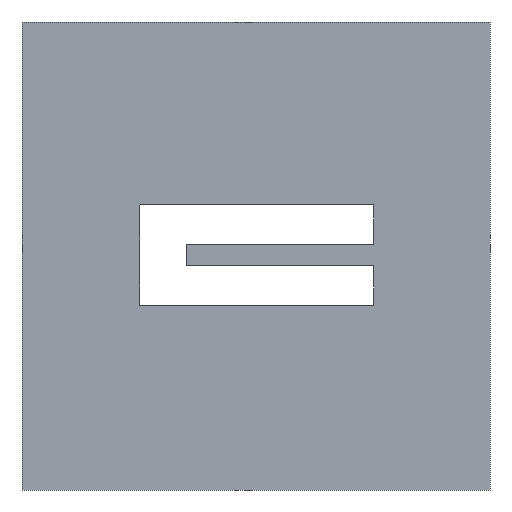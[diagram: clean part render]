
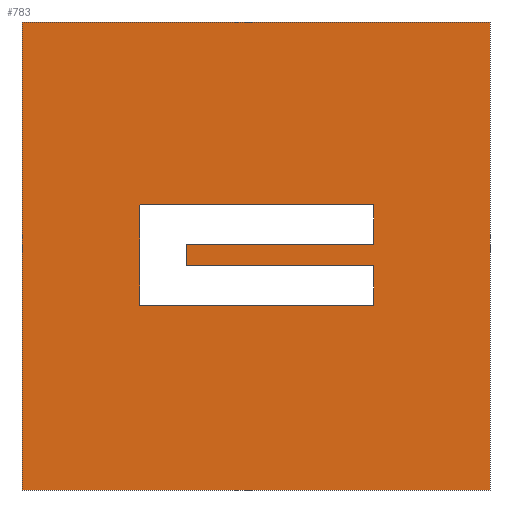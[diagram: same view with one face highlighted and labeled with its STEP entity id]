
A CAD part, left-side view. The second image highlights one B-rep face of the part: STEP entity #783.
In plain terms, the highlighted planar face has unit normal (-1, 0, 0).
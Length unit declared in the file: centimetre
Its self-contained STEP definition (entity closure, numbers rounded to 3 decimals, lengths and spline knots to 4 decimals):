
#18=FACE_BOUND('',#154,.T.);
#35=PLANE('',#880);
#104=FACE_OUTER_BOUND('',#153,.T.);
#153=EDGE_LOOP('',(#684,#685,#686,#687));
#154=EDGE_LOOP('',(#688,#689,#690,#691,#692,#693,#694,#695,#696,#697,#698,
#699,#700,#701,#702,#703,#704,#705,#706));
#161=LINE('',#1168,#232);
#167=LINE('',#1211,#238);
#174=LINE('',#1236,#245);
#182=LINE('',#1285,#253);
#187=LINE('',#1328,#258);
#200=LINE('',#1367,#271);
#203=LINE('',#1372,#274);
#214=LINE('',#1412,#285);
#217=LINE('',#1417,#288);
#218=LINE('',#1419,#289);
#220=LINE('',#1425,#291);
#222=LINE('',#1429,#293);
#223=LINE('',#1431,#294);
#224=LINE('',#1433,#295);
#225=LINE('',#1436,#296);
#226=LINE('',#1437,#297);
#232=VECTOR('',#905,1.);
#238=VECTOR('',#925,1.);
#245=VECTOR('',#952,1.);
#253=VECTOR('',#978,1.);
#258=VECTOR('',#995,1.);
#271=VECTOR('',#1034,1.);
#274=VECTOR('',#1039,1.);
#285=VECTOR('',#1086,1.);
#288=VECTOR('',#1091,1.);
#289=VECTOR('',#1094,1.);
#291=VECTOR('',#1102,1.);
#293=VECTOR('',#1106,1.);
#294=VECTOR('',#1109,1.);
#295=VECTOR('',#1112,1.);
#296=VECTOR('',#1115,1.);
#297=VECTOR('',#1116,1.);
#299=CIRCLE('',#801,0.02);
#301=CIRCLE('',#809,0.02);
#303=CIRCLE('',#816,0.02);
#308=CIRCLE('',#826,0.02);
#311=CIRCLE('',#838,0.02);
#317=CIRCLE('',#861,0.02);
#320=CIRCLE('',#875,0.02);
#321=VERTEX_POINT('',#1124);
#322=VERTEX_POINT('',#1125);
#328=VERTEX_POINT('',#1167);
#329=VERTEX_POINT('',#1171);
#330=VERTEX_POINT('',#1172);
#334=VERTEX_POINT('',#1213);
#335=VERTEX_POINT('',#1214);
#341=VERTEX_POINT('',#1235);
#342=VERTEX_POINT('',#1239);
#343=VERTEX_POINT('',#1240);
#352=VERTEX_POINT('',#1318);
#353=VERTEX_POINT('',#1320);
#355=VERTEX_POINT('',#1326);
#367=VERTEX_POINT('',#1364);
#368=VERTEX_POINT('',#1366);
#369=VERTEX_POINT('',#1370);
#375=VERTEX_POINT('',#1389);
#379=VERTEX_POINT('',#1409);
#380=VERTEX_POINT('',#1411);
#381=VERTEX_POINT('',#1415);
#382=VERTEX_POINT('',#1421);
#383=VERTEX_POINT('',#1427);
#384=VERTEX_POINT('',#1435);
#385=EDGE_CURVE('',#321,#322,#299,.T.);
#394=EDGE_CURVE('',#328,#322,#161,.T.);
#396=EDGE_CURVE('',#329,#330,#301,.T.);
#404=EDGE_CURVE('',#321,#330,#167,.T.);
#405=EDGE_CURVE('',#334,#335,#303,.T.);
#416=EDGE_CURVE('',#341,#335,#174,.T.);
#418=EDGE_CURVE('',#342,#343,#308,.T.);
#429=EDGE_CURVE('',#329,#343,#182,.T.);
#434=EDGE_CURVE('',#352,#353,#311,.T.);
#438=EDGE_CURVE('',#352,#355,#187,.T.);
#457=EDGE_CURVE('',#367,#368,#200,.T.);
#460=EDGE_CURVE('',#369,#367,#203,.T.);
#469=EDGE_CURVE('',#341,#375,#317,.T.);
#480=EDGE_CURVE('',#380,#379,#214,.T.);
#483=EDGE_CURVE('',#379,#381,#217,.T.);
#484=EDGE_CURVE('',#381,#353,#218,.T.);
#486=EDGE_CURVE('',#382,#355,#320,.T.);
#487=EDGE_CURVE('',#382,#375,#220,.T.);
#489=EDGE_CURVE('',#342,#383,#222,.T.);
#490=EDGE_CURVE('',#383,#380,#223,.T.);
#491=EDGE_CURVE('',#334,#328,#224,.T.);
#492=EDGE_CURVE('',#369,#384,#225,.T.);
#493=EDGE_CURVE('',#368,#384,#226,.T.);
#684=ORIENTED_EDGE('',*,*,#460,.F.);
#685=ORIENTED_EDGE('',*,*,#492,.T.);
#686=ORIENTED_EDGE('',*,*,#493,.F.);
#687=ORIENTED_EDGE('',*,*,#457,.F.);
#688=ORIENTED_EDGE('',*,*,#405,.F.);
#689=ORIENTED_EDGE('',*,*,#491,.T.);
#690=ORIENTED_EDGE('',*,*,#394,.T.);
#691=ORIENTED_EDGE('',*,*,#385,.F.);
#692=ORIENTED_EDGE('',*,*,#404,.T.);
#693=ORIENTED_EDGE('',*,*,#396,.F.);
#694=ORIENTED_EDGE('',*,*,#429,.T.);
#695=ORIENTED_EDGE('',*,*,#418,.F.);
#696=ORIENTED_EDGE('',*,*,#489,.T.);
#697=ORIENTED_EDGE('',*,*,#490,.T.);
#698=ORIENTED_EDGE('',*,*,#480,.T.);
#699=ORIENTED_EDGE('',*,*,#483,.T.);
#700=ORIENTED_EDGE('',*,*,#484,.T.);
#701=ORIENTED_EDGE('',*,*,#434,.F.);
#702=ORIENTED_EDGE('',*,*,#438,.T.);
#703=ORIENTED_EDGE('',*,*,#486,.F.);
#704=ORIENTED_EDGE('',*,*,#487,.T.);
#705=ORIENTED_EDGE('',*,*,#469,.F.);
#706=ORIENTED_EDGE('',*,*,#416,.T.);
#783=ADVANCED_FACE('',(#104,#18),#35,.T.);
#801=AXIS2_PLACEMENT_3D('',#1126,#887,#888);
#809=AXIS2_PLACEMENT_3D('',#1173,#909,#910);
#816=AXIS2_PLACEMENT_3D('',#1215,#928,#929);
#826=AXIS2_PLACEMENT_3D('',#1241,#956,#957);
#838=AXIS2_PLACEMENT_3D('',#1321,#988,#989);
#861=AXIS2_PLACEMENT_3D('',#1390,#1058,#1059);
#875=AXIS2_PLACEMENT_3D('',#1423,#1098,#1099);
#880=AXIS2_PLACEMENT_3D('',#1434,#1113,#1114);
#887=DIRECTION('center_axis',(-1.,0.,0.));
#888=DIRECTION('ref_axis',(0.,-0.707,0.707));
#905=DIRECTION('',(0.,-1.,0.));
#909=DIRECTION('center_axis',(-1.,0.,0.));
#910=DIRECTION('ref_axis',(0.,-0.707,-0.707));
#925=DIRECTION('',(0.,0.,-1.));
#928=DIRECTION('center_axis',(1.,0.,0.));
#929=DIRECTION('ref_axis',(0.,0.707,0.707));
#952=DIRECTION('',(0.,1.,0.));
#956=DIRECTION('center_axis',(-1.,0.,0.));
#957=DIRECTION('ref_axis',(0.,0.707,-0.707));
#978=DIRECTION('',(0.,1.,0.));
#988=DIRECTION('center_axis',(-1.,0.,0.));
#989=DIRECTION('ref_axis',(0.,0.707,0.707));
#995=DIRECTION('',(0.,-1.,0.));
#1034=DIRECTION('',(0.,1.,0.));
#1039=DIRECTION('',(0.,0.,-1.));
#1058=DIRECTION('center_axis',(-1.,0.,0.));
#1059=DIRECTION('ref_axis',(0.,-0.707,-0.707));
#1086=DIRECTION('',(0.,0.,1.));
#1091=DIRECTION('',(0.,-1.,0.));
#1094=DIRECTION('',(0.,0.,1.));
#1098=DIRECTION('center_axis',(-1.,0.,0.));
#1099=DIRECTION('ref_axis',(0.,-0.707,0.707));
#1102=DIRECTION('',(0.,0.,-1.));
#1106=DIRECTION('',(0.,0.,1.));
#1109=DIRECTION('',(0.,-1.,0.));
#1112=DIRECTION('',(0.,0.,-1.));
#1113=DIRECTION('center_axis',(-1.,0.,0.));
#1114=DIRECTION('ref_axis',(0.,0.,1.));
#1115=DIRECTION('',(0.,1.,0.));
#1116=DIRECTION('',(0.,0.,1.));
#1124=CARTESIAN_POINT('',(1.0363,2.4872,5.9439));
#1125=CARTESIAN_POINT('',(1.0363,2.5072,5.9639));
#1126=CARTESIAN_POINT('Origin',(1.0363,2.5072,5.9439));
#1167=CARTESIAN_POINT('',(1.0363,6.4854,5.9639));
#1168=CARTESIAN_POINT('',(1.0363,3.2427,5.9639));
#1171=CARTESIAN_POINT('',(1.0363,2.5072,5.1139));
#1172=CARTESIAN_POINT('',(1.0363,2.4872,5.1339));
#1173=CARTESIAN_POINT('Origin',(1.0363,2.5072,5.1339));
#1211=CARTESIAN_POINT('',(1.0363,2.4872,3.566));
#1213=CARTESIAN_POINT('',(1.0363,6.4854,6.3929));
#1214=CARTESIAN_POINT('',(1.0363,6.4654,6.4129));
#1215=CARTESIAN_POINT('Origin',(1.0363,6.4654,6.3929));
#1235=CARTESIAN_POINT('',(1.0363,2.5053,6.4129));
#1236=CARTESIAN_POINT('',(1.0363,1.2426,6.4129));
#1239=CARTESIAN_POINT('',(1.0363,7.4872,5.1339));
#1240=CARTESIAN_POINT('',(1.0363,7.4672,5.1139));
#1241=CARTESIAN_POINT('Origin',(1.0363,7.4672,5.1339));
#1285=CARTESIAN_POINT('',(1.0363,1.2436,5.1139));
#1318=CARTESIAN_POINT('',(1.0363,7.4653,7.2629));
#1320=CARTESIAN_POINT('',(1.0363,7.4853,7.2429));
#1321=CARTESIAN_POINT('Origin',(1.0363,7.4653,7.2429));
#1326=CARTESIAN_POINT('',(1.0363,2.5053,7.2629));
#1328=CARTESIAN_POINT('',(1.0363,3.7426,7.2629));
#1364=CARTESIAN_POINT('',(1.0363,0.,1.1681));
#1366=CARTESIAN_POINT('',(1.0363,10.,1.1681));
#1367=CARTESIAN_POINT('',(1.0363,0.,1.1681));
#1370=CARTESIAN_POINT('',(1.0363,0.,11.1681));
#1372=CARTESIAN_POINT('',(1.0363,0.,11.1681));
#1389=CARTESIAN_POINT('',(1.0363,2.4853,6.4329));
#1390=CARTESIAN_POINT('Origin',(1.0363,2.5053,6.4329));
#1409=CARTESIAN_POINT('',(1.0363,7.4854,6.5748));
#1411=CARTESIAN_POINT('',(1.0363,7.4854,5.9639));
#1412=CARTESIAN_POINT('',(1.0363,7.4854,3.566));
#1415=CARTESIAN_POINT('',(1.0363,7.4853,6.5748));
#1417=CARTESIAN_POINT('',(1.0363,3.7427,6.5748));
#1419=CARTESIAN_POINT('',(1.0363,7.4853,3.8714));
#1421=CARTESIAN_POINT('',(1.0363,2.4853,7.2429));
#1423=CARTESIAN_POINT('Origin',(1.0363,2.5053,7.2429));
#1425=CARTESIAN_POINT('',(1.0363,2.4853,4.2155));
#1427=CARTESIAN_POINT('',(1.0363,7.4872,5.9639));
#1429=CARTESIAN_POINT('',(1.0363,7.4872,3.141));
#1431=CARTESIAN_POINT('',(1.0363,3.7436,5.9639));
#1433=CARTESIAN_POINT('',(1.0363,6.4854,3.7905));
#1434=CARTESIAN_POINT('Origin',(1.0363,0.,1.1681));
#1435=CARTESIAN_POINT('',(1.0363,10.,11.1681));
#1436=CARTESIAN_POINT('',(1.0363,0.,11.1681));
#1437=CARTESIAN_POINT('',(1.0363,10.,11.1681));
